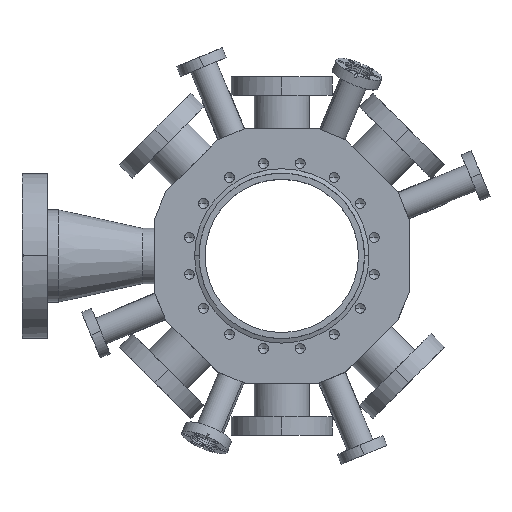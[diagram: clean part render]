
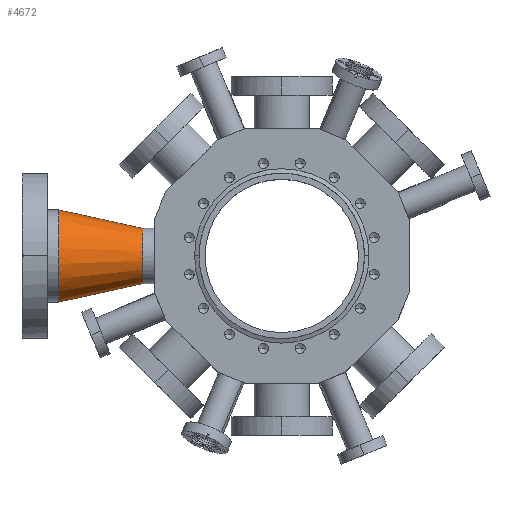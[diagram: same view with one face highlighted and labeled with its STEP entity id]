
A CAD part, top view. The second image highlights one B-rep face of the part: STEP entity #4672.
In plain terms, the highlighted conical face has half-angle 12.411 degrees and reference radius 19.05 mm.
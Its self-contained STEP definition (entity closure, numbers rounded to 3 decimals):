
#60 = DIRECTION ( 'NONE',  ( -0.977, 0., 0.215 ) ) ;
#1903 = ORIENTED_EDGE ( 'NONE', *, *, #15660, .F. ) ;
#2067 = ORIENTED_EDGE ( 'NONE', *, *, #7684, .F. ) ;
#2313 = AXIS2_PLACEMENT_3D ( 'NONE', #16005, #13261, #6598 ) ;
#2576 = AXIS2_PLACEMENT_3D ( 'NONE', #10828, #11949, #9446 ) ;
#2710 = AXIS2_PLACEMENT_3D ( 'NONE', #6839, #9435, #3927 ) ;
#3598 = CARTESIAN_POINT ( 'NONE',  ( -26.064, 0., 19.05 ) ) ;
#3837 = ORIENTED_EDGE ( 'NONE', *, *, #7932, .T. ) ;
#3927 = DIRECTION ( 'NONE',  ( 0., 0., 1. ) ) ;
#4271 = DIRECTION ( 'NONE',  ( -0.977, 0., -0.215 ) ) ;
#4364 = LINE ( 'NONE', #9599, #13921 ) ;
#4672 = ADVANCED_FACE ( 'NONE', ( #8134 ), #15953, .T. ) ;
#4688 = CIRCLE ( 'NONE', #2313, 31.8 ) ;
#6553 = VERTEX_POINT ( 'NONE', #11642 ) ;
#6598 = DIRECTION ( 'NONE',  ( 0., 0., 1. ) ) ;
#6839 = CARTESIAN_POINT ( 'NONE',  ( -26.064, 0., 0. ) ) ;
#7064 = LINE ( 'NONE', #12783, #13511 ) ;
#7684 = EDGE_CURVE ( 'NONE', #17218, #8428, #7064, .T. ) ;
#7932 = EDGE_CURVE ( 'NONE', #17218, #9440, #16129, .T. ) ;
#8134 = FACE_OUTER_BOUND ( 'NONE', #9546, .T. ) ;
#8428 = VERTEX_POINT ( 'NONE', #11418 ) ;
#9435 = DIRECTION ( 'NONE',  ( -1., 0., 0. ) ) ;
#9440 = VERTEX_POINT ( 'NONE', #14859 ) ;
#9446 = DIRECTION ( 'NONE',  ( 0., 0., 1. ) ) ;
#9546 = EDGE_LOOP ( 'NONE', ( #3837, #17634, #1903, #2067 ) ) ;
#9599 = CARTESIAN_POINT ( 'NONE',  ( -26.064, 0., -19.05 ) ) ;
#10828 = CARTESIAN_POINT ( 'NONE',  ( -26.064, 0., 0. ) ) ;
#11418 = CARTESIAN_POINT ( 'NONE',  ( -84., 0., 31.8 ) ) ;
#11642 = CARTESIAN_POINT ( 'NONE',  ( -84., 0., -31.8 ) ) ;
#11949 = DIRECTION ( 'NONE',  ( -1., 0., 0. ) ) ;
#12783 = CARTESIAN_POINT ( 'NONE',  ( -26.064, 0., 19.05 ) ) ;
#13261 = DIRECTION ( 'NONE',  ( -1., 0., 0. ) ) ;
#13511 = VECTOR ( 'NONE', #60, 1000. ) ;
#13921 = VECTOR ( 'NONE', #4271, 1000. ) ;
#14859 = CARTESIAN_POINT ( 'NONE',  ( -26.064, 0., -19.05 ) ) ;
#15660 = EDGE_CURVE ( 'NONE', #8428, #6553, #4688, .T. ) ;
#15953 = CONICAL_SURFACE ( 'NONE', #2710, 19.05, 0.217 ) ;
#16005 = CARTESIAN_POINT ( 'NONE',  ( -84., 0., 0. ) ) ;
#16129 = CIRCLE ( 'NONE', #2576, 19.05 ) ;
#17218 = VERTEX_POINT ( 'NONE', #3598 ) ;
#17634 = ORIENTED_EDGE ( 'NONE', *, *, #18091, .T. ) ;
#18091 = EDGE_CURVE ( 'NONE', #9440, #6553, #4364, .T. ) ;
